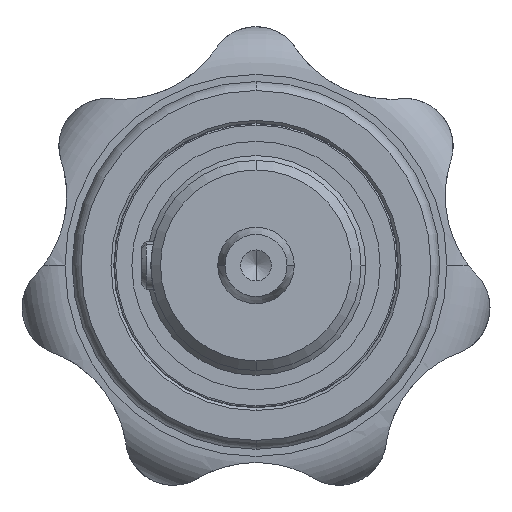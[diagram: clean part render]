
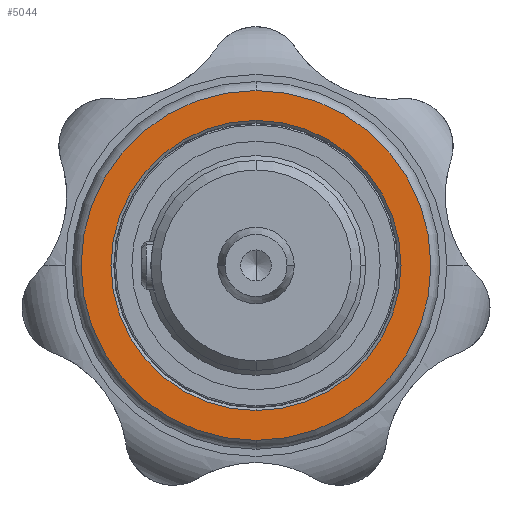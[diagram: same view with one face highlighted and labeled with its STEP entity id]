
A CAD part, left-side view. The second image highlights one B-rep face of the part: STEP entity #5044.
In plain terms, the highlighted planar face has unit normal (-1, 0, 0).
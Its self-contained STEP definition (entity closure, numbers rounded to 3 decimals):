
#847=CARTESIAN_POINT('',(-37.864,0.,15.186));
#848=VERTEX_POINT('',#847);
#856=CARTESIAN_POINT('',(-37.864,15.186,0.0));
#857=VERTEX_POINT('',#856);
#858=CARTESIAN_POINT('',(-37.864,0.,0.0));
#859=DIRECTION('',(-1.0,0.0,0.0));
#860=DIRECTION('',(0.0,0.0,1.0));
#861=AXIS2_PLACEMENT_3D('',#858,#859,#860);
#862=CIRCLE('',#861,15.186);
#863=EDGE_CURVE('',#848,#857,#862,.T.);
#865=CARTESIAN_POINT('',(-37.864,0.,-15.186));
#866=VERTEX_POINT('',#865);
#867=CARTESIAN_POINT('',(-37.864,0.,0.0));
#868=DIRECTION('',(-1.0,0.0,0.0));
#869=DIRECTION('',(0.0,0.0,1.0));
#870=AXIS2_PLACEMENT_3D('',#867,#868,#869);
#871=CIRCLE('',#870,15.186);
#872=EDGE_CURVE('',#857,#866,#871,.T.);
#891=CARTESIAN_POINT('',(-37.864,0.,-18.314));
#892=VERTEX_POINT('',#891);
#900=CARTESIAN_POINT('',(-37.864,18.314,0.0));
#901=VERTEX_POINT('',#900);
#902=CARTESIAN_POINT('',(-37.864,0.,0.0));
#903=DIRECTION('',(-1.0,0.0,0.0));
#904=DIRECTION('',(0.0,0.0,1.0));
#905=AXIS2_PLACEMENT_3D('',#902,#903,#904);
#906=CIRCLE('',#905,18.314);
#907=EDGE_CURVE('',#901,#892,#906,.T.);
#909=CARTESIAN_POINT('',(-37.864,0.,18.314));
#910=VERTEX_POINT('',#909);
#911=CARTESIAN_POINT('',(-37.864,0.,0.0));
#912=DIRECTION('',(-1.0,0.0,0.0));
#913=DIRECTION('',(0.0,0.0,1.0));
#914=AXIS2_PLACEMENT_3D('',#911,#912,#913);
#915=CIRCLE('',#914,18.314);
#916=EDGE_CURVE('',#910,#901,#915,.T.);
#5017=CARTESIAN_POINT('',(-37.864,16.75,0.0));
#5018=DIRECTION('',(-1.0,0.0,0.0));
#5019=DIRECTION('',(0.0,0.0,1.0));
#5020=AXIS2_PLACEMENT_3D('',#5017,#5018,#5019);
#5021=PLANE('',#5020);
#5022=ORIENTED_EDGE('',*,*,#907,.T.);
#5023=CARTESIAN_POINT('',(-37.864,0.,0.0));
#5024=DIRECTION('',(-1.0,0.0,0.0));
#5025=DIRECTION('',(0.0,0.0,1.0));
#5026=AXIS2_PLACEMENT_3D('',#5023,#5024,#5025);
#5027=CIRCLE('',#5026,18.314);
#5028=EDGE_CURVE('',#892,#910,#5027,.T.);
#5029=ORIENTED_EDGE('',*,*,#5028,.T.);
#5030=ORIENTED_EDGE('',*,*,#916,.T.);
#5031=EDGE_LOOP('',(#5022,#5029,#5030));
#5032=FACE_OUTER_BOUND('',#5031,.T.);
#5033=ORIENTED_EDGE('',*,*,#872,.F.);
#5034=ORIENTED_EDGE('',*,*,#863,.F.);
#5035=CARTESIAN_POINT('',(-37.864,0.,0.0));
#5036=DIRECTION('',(-1.0,0.0,0.0));
#5037=DIRECTION('',(0.0,0.0,1.0));
#5038=AXIS2_PLACEMENT_3D('',#5035,#5036,#5037);
#5039=CIRCLE('',#5038,15.186);
#5040=EDGE_CURVE('',#866,#848,#5039,.T.);
#5041=ORIENTED_EDGE('',*,*,#5040,.F.);
#5042=EDGE_LOOP('',(#5033,#5034,#5041));
#5043=FACE_BOUND('',#5042,.T.);
#5044=ADVANCED_FACE('',(#5032,#5043),#5021,.T.);
